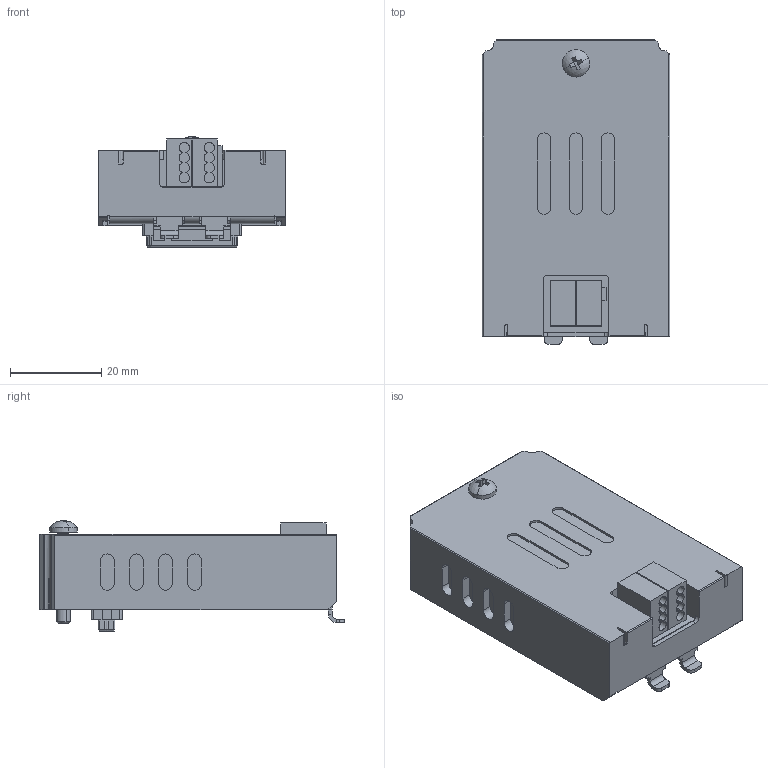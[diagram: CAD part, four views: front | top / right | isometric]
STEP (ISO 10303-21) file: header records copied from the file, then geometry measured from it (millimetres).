
FILE_DESCRIPTION (( 'STEP AP203' ), '1' );
FILE_NAME ('PLCM02 FOR.STEP', '2020-05-06T09:25:19', ( '' ), ( '' ), 'SwSTEP 2.0', 'SolidWorks 2020', '' );
FILE_SCHEMA (( 'CONFIG_CONTROL_DESIGN' ));
Length unit declared in the file: millimetre
Products named in the file (1): PLCM02 FOR
Bounding box: 41.2 x 66.92 x 24.21 mm (x, y, z)
Volume: 40463.5 mm3; surface area: 13379.2 mm2
Topology: 1 solids, 13 shells, 899 faces, 2428 edges, 1584 vertices
Faces by surface type: plane 644, cylinder 193, bspline 30, torus 20, sphere 10, cone 2
Entity records: 30000 total; most frequent: CARTESIAN_POINT 7223, ORIENTED_EDGE 4856, DIRECTION 4531, EDGE_CURVE 2428, VECTOR 1827, LINE 1827, VERTEX_POINT 1584, AXIS2_PLACEMENT_3D 1352
